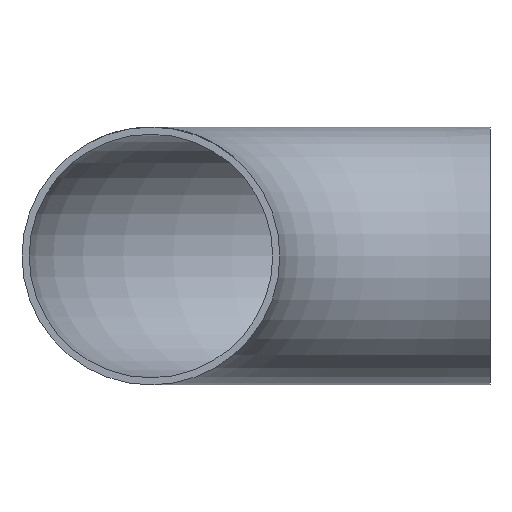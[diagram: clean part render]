
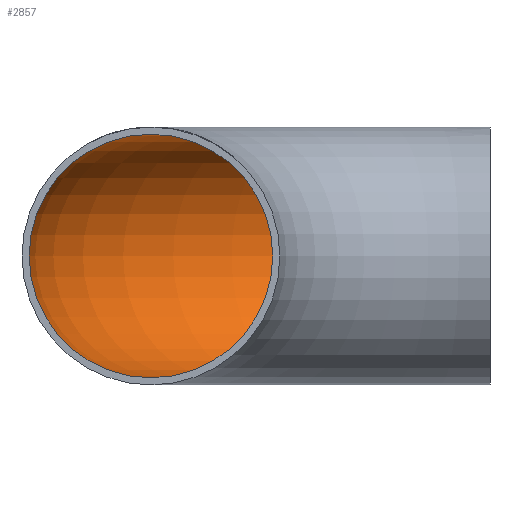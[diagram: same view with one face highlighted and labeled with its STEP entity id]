
A CAD part, front view. The second image highlights one B-rep face of the part: STEP entity #2857.
In plain terms, the highlighted toroidal (fillet/blend) face has major radius 142 mm and minor radius 51 mm.
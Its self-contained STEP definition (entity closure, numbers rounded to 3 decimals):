
#403 = AXIS2_PLACEMENT_3D ( 'NONE', #4944, #3015, #6364 ) ;
#530 = CARTESIAN_POINT ( 'NONE',  ( 0., 142., 0. ) ) ;
#536 = AXIS2_PLACEMENT_3D ( 'NONE', #530, #7115, #6338 ) ;
#695 = FACE_OUTER_BOUND ( 'NONE', #4372, .T. ) ;
#1742 = DIRECTION ( 'NONE',  ( 0., 0., 1. ) ) ;
#1831 = FACE_OUTER_BOUND ( 'NONE', #3871, .T. ) ;
#2137 = CARTESIAN_POINT ( 'NONE',  ( -142., 0., 0. ) ) ;
#2201 = VERTEX_POINT ( 'NONE', #5879 ) ;
#2744 = ORIENTED_EDGE ( 'NONE', *, *, #3834, .F. ) ;
#2857 = ADVANCED_FACE ( 'NONE', ( #1831, #695 ), #4493, .F. ) ;
#3015 = DIRECTION ( 'NONE',  ( 0., 0., -1. ) ) ;
#3737 = VERTEX_POINT ( 'NONE', #7165 ) ;
#3834 = EDGE_CURVE ( 'NONE', #3737, #3737, #5404, .T. ) ;
#3871 = EDGE_LOOP ( 'NONE', ( #6470 ) ) ;
#3914 = EDGE_CURVE ( 'NONE', #2201, #2201, #5298, .T. ) ;
#4372 = EDGE_LOOP ( 'NONE', ( #2744 ) ) ;
#4493 = TOROIDAL_SURFACE ( 'NONE', #403, 142., 51. ) ;
#4944 = CARTESIAN_POINT ( 'NONE',  ( 0., 0., 0. ) ) ;
#5298 = CIRCLE ( 'NONE', #536, 51. ) ;
#5404 = CIRCLE ( 'NONE', #7088, 51. ) ;
#5879 = CARTESIAN_POINT ( 'NONE',  ( 0., 193., 0. ) ) ;
#6338 = DIRECTION ( 'NONE',  ( 0., 1., 0. ) ) ;
#6364 = DIRECTION ( 'NONE',  ( -1., 0., 0. ) ) ;
#6470 = ORIENTED_EDGE ( 'NONE', *, *, #3914, .T. ) ;
#6762 = DIRECTION ( 'NONE',  ( 0., 1., 0. ) ) ;
#7088 = AXIS2_PLACEMENT_3D ( 'NONE', #2137, #6762, #1742 ) ;
#7115 = DIRECTION ( 'NONE',  ( 1., 0., 0. ) ) ;
#7165 = CARTESIAN_POINT ( 'NONE',  ( -142., 0., 51. ) ) ;
